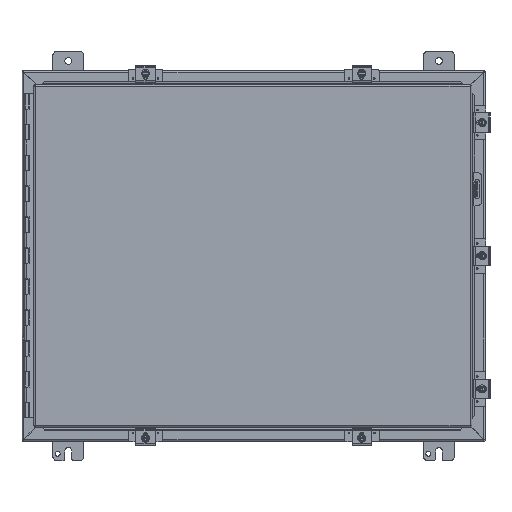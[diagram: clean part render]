
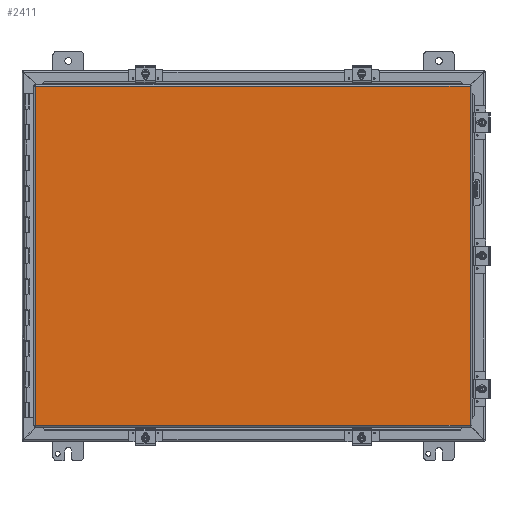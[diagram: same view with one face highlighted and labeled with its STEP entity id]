
A CAD part, top view. The second image highlights one B-rep face of the part: STEP entity #2411.
In plain terms, the highlighted face is planar.
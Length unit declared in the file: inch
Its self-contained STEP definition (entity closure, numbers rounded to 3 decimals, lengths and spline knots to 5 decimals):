
#2016 = CARTESIAN_POINT ( 'NONE',  ( -14.08225, -10.9885, 0. ) ) ;
#2411 = ADVANCED_FACE ( 'NONE', ( #27493 ), #21411, .F. ) ;
#5318 = ORIENTED_EDGE ( 'NONE', *, *, #25971, .T. ) ;
#5560 = DIRECTION ( 'NONE',  ( 0., 1., 0. ) ) ;
#8253 = CARTESIAN_POINT ( 'NONE',  ( 14.08225, -10.9885, 0. ) ) ;
#8501 = VECTOR ( 'NONE', #37473, 39.37008 ) ;
#9156 = CARTESIAN_POINT ( 'NONE',  ( -14.08225, 10.9885, 0. ) ) ;
#11037 = VECTOR ( 'NONE', #28202, 39.37008 ) ;
#11898 = VERTEX_POINT ( 'NONE', #2016 ) ;
#12293 = VERTEX_POINT ( 'NONE', #47147 ) ;
#12947 = CARTESIAN_POINT ( 'NONE',  ( -14.08225, -10.9885, 0. ) ) ;
#16540 = EDGE_CURVE ( 'NONE', #12293, #33799, #32944, .T. ) ;
#18266 = VECTOR ( 'NONE', #35202, 39.37008 ) ;
#18674 = LINE ( 'NONE', #45251, #8501 ) ;
#18832 = LINE ( 'NONE', #12947, #27998 ) ;
#21268 = ORIENTED_EDGE ( 'NONE', *, *, #27512, .T. ) ;
#21411 = PLANE ( 'NONE',  #49024 ) ;
#22553 = CARTESIAN_POINT ( 'NONE',  ( 0., 0., 0. ) ) ;
#22668 = DIRECTION ( 'NONE',  ( 0., 0., 1. ) ) ;
#22786 = DIRECTION ( 'NONE',  ( 1., 0., 0. ) ) ;
#25971 = EDGE_CURVE ( 'NONE', #33799, #11898, #48288, .T. ) ;
#26765 = EDGE_CURVE ( 'NONE', #11898, #41734, #18832, .T. ) ;
#27493 = FACE_OUTER_BOUND ( 'NONE', #41170, .T. ) ;
#27512 = EDGE_CURVE ( 'NONE', #41734, #12293, #18674, .T. ) ;
#27998 = VECTOR ( 'NONE', #5560, 39.37008 ) ;
#28190 = CARTESIAN_POINT ( 'NONE',  ( 14.08225, 10.9885, 0. ) ) ;
#28202 = DIRECTION ( 'NONE',  ( 0., -1., 0. ) ) ;
#31338 = CARTESIAN_POINT ( 'NONE',  ( 14.08225, -10.9885, 0. ) ) ;
#32944 = LINE ( 'NONE', #28190, #11037 ) ;
#33799 = VERTEX_POINT ( 'NONE', #31338 ) ;
#35202 = DIRECTION ( 'NONE',  ( -1., 0., 0. ) ) ;
#36602 = ORIENTED_EDGE ( 'NONE', *, *, #16540, .T. ) ;
#37473 = DIRECTION ( 'NONE',  ( 1., 0., 0. ) ) ;
#37638 = ORIENTED_EDGE ( 'NONE', *, *, #26765, .T. ) ;
#41170 = EDGE_LOOP ( 'NONE', ( #37638, #21268, #36602, #5318 ) ) ;
#41734 = VERTEX_POINT ( 'NONE', #9156 ) ;
#45251 = CARTESIAN_POINT ( 'NONE',  ( -14.08225, 10.9885, 0. ) ) ;
#47147 = CARTESIAN_POINT ( 'NONE',  ( 14.08225, 10.9885, 0. ) ) ;
#48288 = LINE ( 'NONE', #8253, #18266 ) ;
#49024 = AXIS2_PLACEMENT_3D ( 'NONE', #22553, #22668, #22786 ) ;
